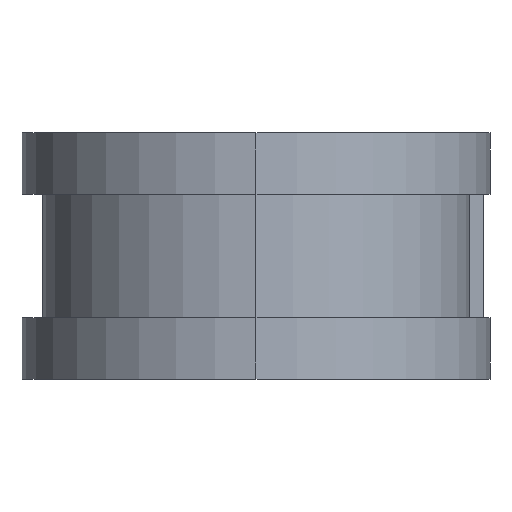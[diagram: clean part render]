
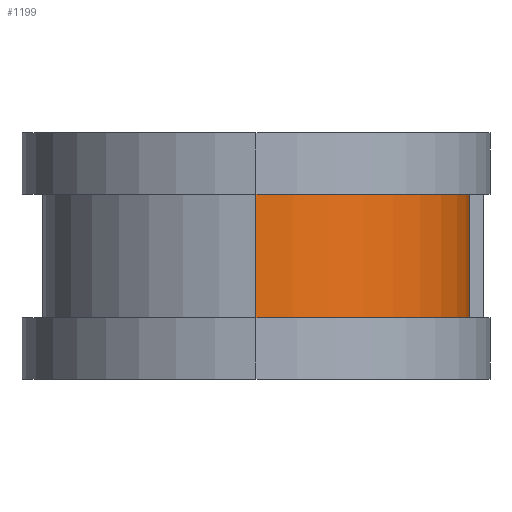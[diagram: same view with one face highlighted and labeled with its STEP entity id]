
A CAD part, left-side view. The second image highlights one B-rep face of the part: STEP entity #1199.
In plain terms, the highlighted cylindrical face has radius 15.6 mm (diameter 31.2 mm), a partial arc.
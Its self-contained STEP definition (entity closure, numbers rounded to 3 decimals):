
#29 = AXIS2_PLACEMENT_3D ( 'NONE', #1425, #476, #365 ) ;
#116 = LINE ( 'NONE', #1544, #1173 ) ;
#189 = FACE_OUTER_BOUND ( 'NONE', #269, .T. ) ;
#232 = CARTESIAN_POINT ( 'NONE',  ( -15.6, 15., -4.5 ) ) ;
#269 = EDGE_LOOP ( 'NONE', ( #383, #1348, #1520, #635 ) ) ;
#288 = DIRECTION ( 'NONE',  ( 0., 0., -1. ) ) ;
#364 = CARTESIAN_POINT ( 'NONE',  ( 0., 15., 4.5 ) ) ;
#365 = DIRECTION ( 'NONE',  ( 0., -1., 0. ) ) ;
#383 = ORIENTED_EDGE ( 'NONE', *, *, #1462, .T. ) ;
#416 = EDGE_CURVE ( 'NONE', #1149, #868, #887, .T. ) ;
#476 = DIRECTION ( 'NONE',  ( 0., 0., -1. ) ) ;
#557 = CYLINDRICAL_SURFACE ( 'NONE', #862, 15.6 ) ;
#587 = VERTEX_POINT ( 'NONE', #929 ) ;
#599 = VECTOR ( 'NONE', #288, 1000. ) ;
#635 = ORIENTED_EDGE ( 'NONE', *, *, #416, .F. ) ;
#682 = CARTESIAN_POINT ( 'NONE',  ( 0., 15., 7.5 ) ) ;
#691 = DIRECTION ( 'NONE',  ( 0., 0., -1. ) ) ;
#708 = CIRCLE ( 'NONE', #29, 15.6 ) ;
#711 = AXIS2_PLACEMENT_3D ( 'NONE', #364, #945, #1082 ) ;
#744 = CARTESIAN_POINT ( 'NONE',  ( 0., -0.6, -4.5 ) ) ;
#862 = AXIS2_PLACEMENT_3D ( 'NONE', #682, #691, #1529 ) ;
#868 = VERTEX_POINT ( 'NONE', #744 ) ;
#887 = LINE ( 'NONE', #1012, #599 ) ;
#929 = CARTESIAN_POINT ( 'NONE',  ( -15.6, 15., 4.5 ) ) ;
#945 = DIRECTION ( 'NONE',  ( 0., 0., -1. ) ) ;
#1012 = CARTESIAN_POINT ( 'NONE',  ( 0., -0.6, 7.5 ) ) ;
#1074 = DIRECTION ( 'NONE',  ( 0., 0., -1. ) ) ;
#1082 = DIRECTION ( 'NONE',  ( 0., -1., 0. ) ) ;
#1149 = VERTEX_POINT ( 'NONE', #1523 ) ;
#1173 = VECTOR ( 'NONE', #1074, 1000. ) ;
#1199 = ADVANCED_FACE ( 'NONE', ( #189 ), #557, .T. ) ;
#1255 = EDGE_CURVE ( 'NONE', #868, #1270, #708, .T. ) ;
#1270 = VERTEX_POINT ( 'NONE', #232 ) ;
#1348 = ORIENTED_EDGE ( 'NONE', *, *, #1510, .T. ) ;
#1395 = CIRCLE ( 'NONE', #711, 15.6 ) ;
#1425 = CARTESIAN_POINT ( 'NONE',  ( 0., 15., -4.5 ) ) ;
#1462 = EDGE_CURVE ( 'NONE', #1149, #587, #1395, .T. ) ;
#1510 = EDGE_CURVE ( 'NONE', #587, #1270, #116, .T. ) ;
#1520 = ORIENTED_EDGE ( 'NONE', *, *, #1255, .F. ) ;
#1523 = CARTESIAN_POINT ( 'NONE',  ( 0., -0.6, 4.5 ) ) ;
#1529 = DIRECTION ( 'NONE',  ( -1., 0., 0. ) ) ;
#1544 = CARTESIAN_POINT ( 'NONE',  ( -15.6, 15., 7.5 ) ) ;
